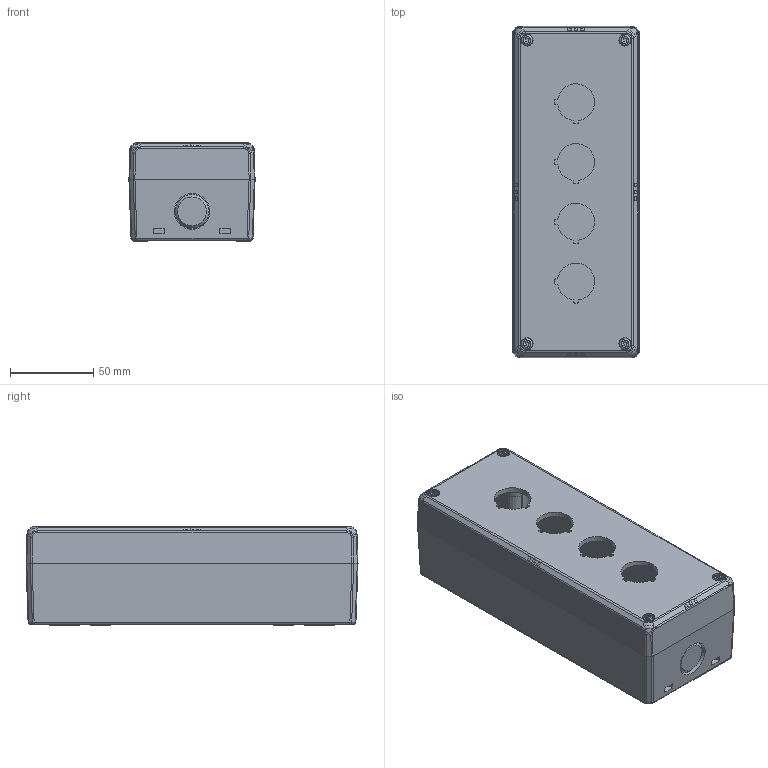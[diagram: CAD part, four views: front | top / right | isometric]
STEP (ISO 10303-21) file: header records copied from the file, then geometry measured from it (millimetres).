
FILE_DESCRIPTION(/* description */ (''),/* implementation_level */ '2;1');
FILE_NAME(/* name */ 'L-K1E.stp',/* time_stamp */ '2023-12-26T14:51:57+08:00',/* author */ (''),/* organization */ (''),/* preprocessor_version */ 'ST-DEVELOPER v19.4',/* originating_system */ 'SIEMENS PLM Software NX2212.8901',/* authorisation */ '');
FILE_SCHEMA (('AUTOMOTIVE_DESIGN { 1 0 10303 214 3 1 1 1 }'));
Products named in the file (1): 【3D图形】JHFB-2PG 按钮盒 
20221108 V0_x_t_stp
Bounding box: 76 x 200 x 59.55 mm (x, y, z)
Volume: 193014.5 mm3; surface area: 144097.3 mm2
Topology: 6 solids, 6 shells, 1146 faces, 2985 edges, 1934 vertices
Faces by surface type: plane 706, cylinder 243, cone 95, bspline 32, extrusion 32, torus 20, sphere 18
Full cylindrical faces by diameter (mm): 3.2 x4, 3.5 x6, 3.7 x4, 4.5 x4, 4.6 x4, 4.7 x4, 6 x4, 6.6 x4, 7.25 x4, 9.2 x4, 14.1 x1, 15 x2, 21.4 x2
Entity records: 49546 total; most frequent: CARTESIAN_POINT 22298, ORIENTED_EDGE 5688, DIRECTION 5395, EDGE_CURVE 2844, VERTEX_POINT 1884, AXIS2_PLACEMENT_3D 1825, VECTOR 1745, LINE 1713
